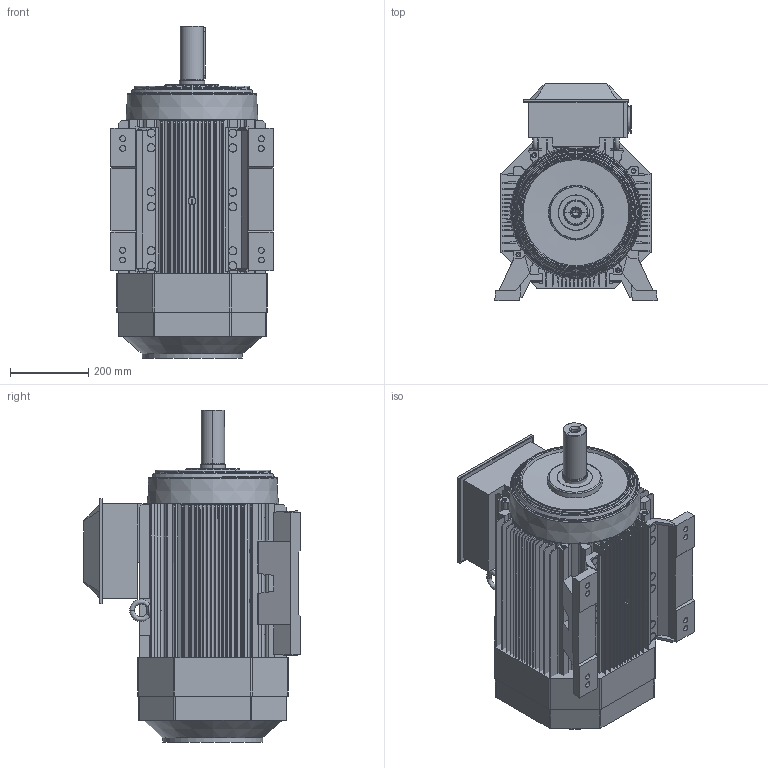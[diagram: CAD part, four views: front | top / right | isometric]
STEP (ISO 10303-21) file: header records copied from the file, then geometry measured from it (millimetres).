
FILE_DESCRIPTION(/* description */ (''),/* implementation_level */ '2;1');
FILE_NAME(/* name */ 'M2AA IE2 225 4-8P LARGE TERM.BOX B3.stp',/* time_stamp */ '2015-07-07T15:56:03+02:00',/* author */ (''),/* organization */ (''),/* preprocessor_version */ 'ST-DEVELOPER v14',/* originating_system */ 'SIEMENS PLM Software NX 8.0',/* authorisation */ '');
FILE_SCHEMA (('AUTOMOTIVE_DESIGN { 1 0 10303 214 3 1 1 1 }'));
Length unit declared in the file: millimetre
Products named in the file (1): M2AA IE2 225 4-8P LARGE TERM.BOX B3_igs
Bounding box: 416.01 x 557.17 x 851.14 mm (x, y, z)
Volume: 32882773 mm3; surface area: 3908384.9 mm2
Topology: 5 solids, 1147 shells, 1307 faces, 6049 edges, 5709 vertices
Faces by surface type: plane 596, cylinder 523, cone 124, torus 34, bspline 30
Full cylindrical faces by diameter (mm): 3.3 x4, 5.5 x4, 10.106 x6, 10.2 x36, 11 x1, 12 x22, 15 x8, 16 x2, 20 x1, 20.127 x2, 30 x2, 47 x1, 57 x1, 61.376 x1, 63 x3, 70 x1, 71 x1, 256.433 x1, 323 x1, 331 x2
Entity records: 99329 total; most frequent: CARTESIAN_POINT 45431, DIRECTION 7927, ORIENTED_EDGE 6187, EDGE_CURVE 5788, VERTEX_POINT 5673, AXIS2_PLACEMENT_3D 2736, LINE 2455, VECTOR 2455
